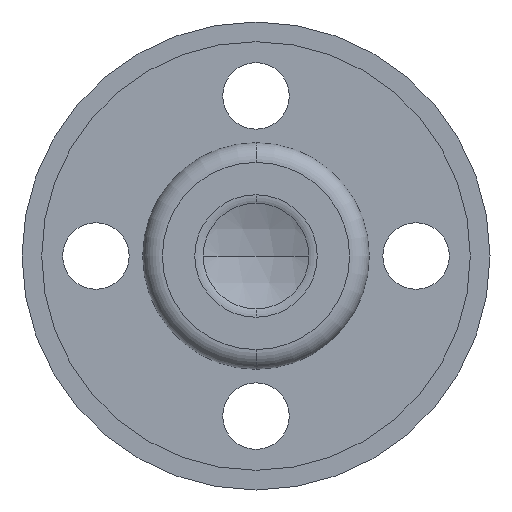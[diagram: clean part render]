
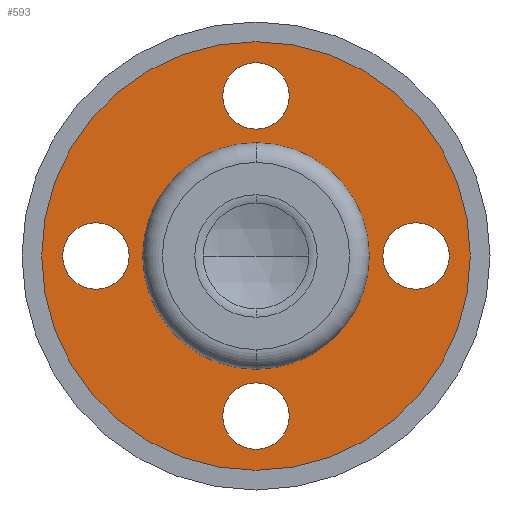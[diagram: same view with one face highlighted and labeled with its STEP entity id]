
A CAD part, front view. The second image highlights one B-rep face of the part: STEP entity #593.
In plain terms, the highlighted planar face has unit normal (0, -1, 0).
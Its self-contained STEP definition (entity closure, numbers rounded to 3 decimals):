
#2 = VERTEX_POINT ( 'NONE', #550 ) ;
#12 = VERTEX_POINT ( 'NONE', #554 ) ;
#14 = CARTESIAN_POINT ( 'NONE',  ( -23., 7.5, 0. ) ) ;
#50 = VERTEX_POINT ( 'NONE', #192 ) ;
#69 = CARTESIAN_POINT ( 'NONE',  ( 0., 7.5, -23. ) ) ;
#90 = DIRECTION ( 'NONE',  ( 0., 0., 1. ) ) ;
#96 = CARTESIAN_POINT ( 'NONE',  ( 0., 7.5, -32.5 ) ) ;
#115 = AXIS2_PLACEMENT_3D ( 'NONE', #799, #266, #488 ) ;
#128 = EDGE_CURVE ( 'NONE', #535, #722, #960, .T. ) ;
#136 = EDGE_CURVE ( 'NONE', #220, #288, #545, .T. ) ;
#138 = ORIENTED_EDGE ( 'NONE', *, *, #735, .F. ) ;
#142 = EDGE_CURVE ( 'NONE', #969, #654, #227, .T. ) ;
#159 = EDGE_LOOP ( 'NONE', ( #370, #679 ) ) ;
#161 = EDGE_CURVE ( 'NONE', #654, #969, #183, .T. ) ;
#174 = CARTESIAN_POINT ( 'NONE',  ( 0., 7.5, 0. ) ) ;
#183 = CIRCLE ( 'NONE', #986, 6.75 ) ;
#191 = DIRECTION ( 'NONE',  ( -1., 0., 0. ) ) ;
#192 = CARTESIAN_POINT ( 'NONE',  ( 0., 7.5, 25.75 ) ) ;
#199 = CARTESIAN_POINT ( 'NONE',  ( 0., 7.5, -39.25 ) ) ;
#202 = CARTESIAN_POINT ( 'NONE',  ( 0., 7.5, 32.5 ) ) ;
#209 = CARTESIAN_POINT ( 'NONE',  ( -32.5, 7.5, 0. ) ) ;
#210 = EDGE_CURVE ( 'NONE', #709, #12, #680, .T. ) ;
#211 = EDGE_LOOP ( 'NONE', ( #634, #362 ) ) ;
#220 = VERTEX_POINT ( 'NONE', #350 ) ;
#227 = CIRCLE ( 'NONE', #833, 6.75 ) ;
#229 = AXIS2_PLACEMENT_3D ( 'NONE', #753, #1013, #669 ) ;
#244 = AXIS2_PLACEMENT_3D ( 'NONE', #673, #1009, #503 ) ;
#254 = DIRECTION ( 'NONE',  ( 0., -1., 0. ) ) ;
#258 = DIRECTION ( 'NONE',  ( 0., -1., 0. ) ) ;
#259 = FACE_BOUND ( 'NONE', #317, .T. ) ;
#264 = EDGE_CURVE ( 'NONE', #288, #220, #294, .T. ) ;
#266 = DIRECTION ( 'NONE',  ( 0., 1., 0. ) ) ;
#270 = CIRCLE ( 'NONE', #852, 6.75 ) ;
#272 = DIRECTION ( 'NONE',  ( 0., 1., 0. ) ) ;
#288 = VERTEX_POINT ( 'NONE', #509 ) ;
#294 = CIRCLE ( 'NONE', #115, 43.5 ) ;
#308 = AXIS2_PLACEMENT_3D ( 'NONE', #209, #1021, #191 ) ;
#315 = DIRECTION ( 'NONE',  ( 0., 0., -1. ) ) ;
#317 = EDGE_LOOP ( 'NONE', ( #967, #398 ) ) ;
#324 = FACE_BOUND ( 'NONE', #211, .T. ) ;
#346 = CARTESIAN_POINT ( 'NONE',  ( 0., 7.5, 23. ) ) ;
#350 = CARTESIAN_POINT ( 'NONE',  ( 0., 7.5, -43.5 ) ) ;
#360 = ORIENTED_EDGE ( 'NONE', *, *, #483, .F. ) ;
#362 = ORIENTED_EDGE ( 'NONE', *, *, #128, .T. ) ;
#370 = ORIENTED_EDGE ( 'NONE', *, *, #386, .F. ) ;
#381 = EDGE_LOOP ( 'NONE', ( #138, #645 ) ) ;
#386 = EDGE_CURVE ( 'NONE', #50, #818, #605, .T. ) ;
#398 = ORIENTED_EDGE ( 'NONE', *, *, #142, .F. ) ;
#414 = CARTESIAN_POINT ( 'NONE',  ( 0., 7.5, -32.5 ) ) ;
#430 = CARTESIAN_POINT ( 'NONE',  ( 0., 7.5, -25.75 ) ) ;
#436 = DIRECTION ( 'NONE',  ( 0., -1., 0. ) ) ;
#443 = DIRECTION ( 'NONE',  ( 0., 0., 1. ) ) ;
#459 = DIRECTION ( 'NONE',  ( 0., -1., 0. ) ) ;
#466 = EDGE_CURVE ( 'NONE', #722, #535, #715, .T. ) ;
#469 = FACE_BOUND ( 'NONE', #381, .T. ) ;
#483 = EDGE_CURVE ( 'NONE', #12, #709, #270, .T. ) ;
#488 = DIRECTION ( 'NONE',  ( 0., 0., 1. ) ) ;
#490 = DIRECTION ( 'NONE',  ( 0., -1., 0. ) ) ;
#503 = DIRECTION ( 'NONE',  ( -1., 0., 0. ) ) ;
#509 = CARTESIAN_POINT ( 'NONE',  ( 0., 7.5, 43.5 ) ) ;
#513 = CIRCLE ( 'NONE', #244, 6.75 ) ;
#521 = AXIS2_PLACEMENT_3D ( 'NONE', #202, #436, #443 ) ;
#524 = CARTESIAN_POINT ( 'NONE',  ( 0., 7.5, 0. ) ) ;
#532 = DIRECTION ( 'NONE',  ( 0., 0., 1. ) ) ;
#534 = EDGE_LOOP ( 'NONE', ( #770, #360 ) ) ;
#535 = VERTEX_POINT ( 'NONE', #69 ) ;
#545 = CIRCLE ( 'NONE', #683, 43.5 ) ;
#550 = CARTESIAN_POINT ( 'NONE',  ( -25.75, 7.5, 0. ) ) ;
#554 = CARTESIAN_POINT ( 'NONE',  ( 39.25, 7.5, 0. ) ) ;
#568 = VERTEX_POINT ( 'NONE', #621 ) ;
#575 = DIRECTION ( 'NONE',  ( 0., 0., -1. ) ) ;
#593 = ADVANCED_FACE ( 'NONE', ( #469, #993, #738, #259, #324, #982 ), #989, .T. ) ;
#594 = DIRECTION ( 'NONE',  ( 1., 0., 0. ) ) ;
#605 = CIRCLE ( 'NONE', #521, 6.75 ) ;
#607 = EDGE_LOOP ( 'NONE', ( #870, #978 ) ) ;
#621 = CARTESIAN_POINT ( 'NONE',  ( -39.25, 7.5, 0. ) ) ;
#631 = CIRCLE ( 'NONE', #229, 6.75 ) ;
#634 = ORIENTED_EDGE ( 'NONE', *, *, #466, .T. ) ;
#645 = ORIENTED_EDGE ( 'NONE', *, *, #983, .F. ) ;
#654 = VERTEX_POINT ( 'NONE', #430 ) ;
#663 = CARTESIAN_POINT ( 'NONE',  ( 32.5, 7.5, 0. ) ) ;
#669 = DIRECTION ( 'NONE',  ( 0., 0., 1. ) ) ;
#673 = CARTESIAN_POINT ( 'NONE',  ( -32.5, 7.5, 0. ) ) ;
#675 = AXIS2_PLACEMENT_3D ( 'NONE', #14, #254, #575 ) ;
#679 = ORIENTED_EDGE ( 'NONE', *, *, #703, .F. ) ;
#680 = CIRCLE ( 'NONE', #824, 6.75 ) ;
#683 = AXIS2_PLACEMENT_3D ( 'NONE', #174, #1050, #731 ) ;
#703 = EDGE_CURVE ( 'NONE', #818, #50, #631, .T. ) ;
#709 = VERTEX_POINT ( 'NONE', #839 ) ;
#715 = CIRCLE ( 'NONE', #868, 23. ) ;
#719 = CIRCLE ( 'NONE', #308, 6.75 ) ;
#720 = DIRECTION ( 'NONE',  ( 0., 1., 0. ) ) ;
#722 = VERTEX_POINT ( 'NONE', #346 ) ;
#731 = DIRECTION ( 'NONE',  ( 0., 0., 1. ) ) ;
#735 = EDGE_CURVE ( 'NONE', #2, #568, #513, .T. ) ;
#737 = DIRECTION ( 'NONE',  ( 0., 0., -1. ) ) ;
#738 = FACE_BOUND ( 'NONE', #534, .T. ) ;
#740 = AXIS2_PLACEMENT_3D ( 'NONE', #902, #720, #90 ) ;
#753 = CARTESIAN_POINT ( 'NONE',  ( 0., 7.5, 32.5 ) ) ;
#770 = ORIENTED_EDGE ( 'NONE', *, *, #210, .F. ) ;
#778 = CARTESIAN_POINT ( 'NONE',  ( 32.5, 7.5, 0. ) ) ;
#799 = CARTESIAN_POINT ( 'NONE',  ( 0., 7.5, 0. ) ) ;
#818 = VERTEX_POINT ( 'NONE', #997 ) ;
#824 = AXIS2_PLACEMENT_3D ( 'NONE', #663, #258, #999 ) ;
#833 = AXIS2_PLACEMENT_3D ( 'NONE', #96, #490, #737 ) ;
#839 = CARTESIAN_POINT ( 'NONE',  ( 25.75, 7.5, 0. ) ) ;
#852 = AXIS2_PLACEMENT_3D ( 'NONE', #778, #459, #594 ) ;
#868 = AXIS2_PLACEMENT_3D ( 'NONE', #524, #272, #532 ) ;
#870 = ORIENTED_EDGE ( 'NONE', *, *, #264, .F. ) ;
#902 = CARTESIAN_POINT ( 'NONE',  ( 0., 7.5, 0. ) ) ;
#960 = CIRCLE ( 'NONE', #740, 23. ) ;
#963 = DIRECTION ( 'NONE',  ( 0., -1., 0. ) ) ;
#967 = ORIENTED_EDGE ( 'NONE', *, *, #161, .F. ) ;
#969 = VERTEX_POINT ( 'NONE', #199 ) ;
#978 = ORIENTED_EDGE ( 'NONE', *, *, #136, .F. ) ;
#982 = FACE_OUTER_BOUND ( 'NONE', #607, .T. ) ;
#983 = EDGE_CURVE ( 'NONE', #568, #2, #719, .T. ) ;
#986 = AXIS2_PLACEMENT_3D ( 'NONE', #414, #963, #315 ) ;
#989 = PLANE ( 'NONE',  #675 ) ;
#993 = FACE_BOUND ( 'NONE', #159, .T. ) ;
#997 = CARTESIAN_POINT ( 'NONE',  ( 0., 7.5, 39.25 ) ) ;
#999 = DIRECTION ( 'NONE',  ( 1., 0., 0. ) ) ;
#1009 = DIRECTION ( 'NONE',  ( 0., -1., 0. ) ) ;
#1013 = DIRECTION ( 'NONE',  ( 0., -1., 0. ) ) ;
#1021 = DIRECTION ( 'NONE',  ( 0., -1., 0. ) ) ;
#1050 = DIRECTION ( 'NONE',  ( 0., 1., 0. ) ) ;
